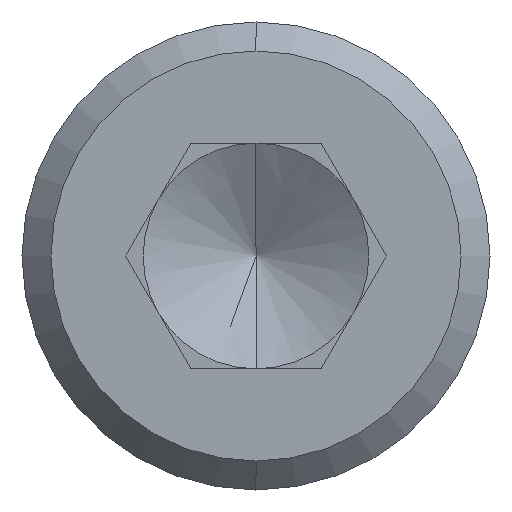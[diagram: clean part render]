
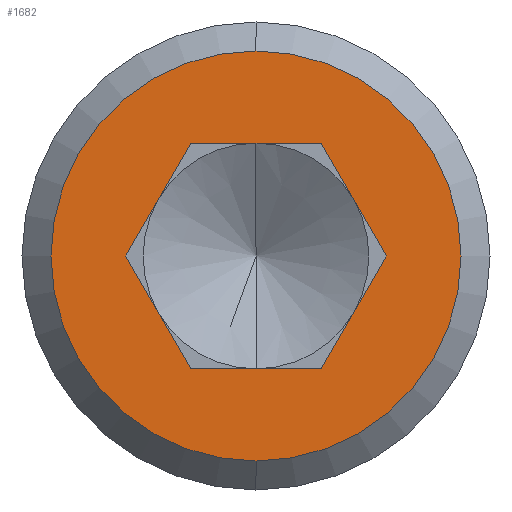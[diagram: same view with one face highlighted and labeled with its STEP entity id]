
A CAD part, left-side view. The second image highlights one B-rep face of the part: STEP entity #1682.
In plain terms, the highlighted planar face has unit normal (-1, 0, 0).
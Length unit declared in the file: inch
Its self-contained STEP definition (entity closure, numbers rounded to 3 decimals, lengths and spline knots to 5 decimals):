
#30 = CARTESIAN_POINT ( 'NONE',  ( 0., 0., 0.099 ) ) ;
#108 = ORIENTED_EDGE ( 'NONE', *, *, #6392, .F. ) ;
#374 = FACE_OUTER_BOUND ( 'NONE', #3159, .T. ) ;
#637 = CIRCLE ( 'NONE', #3263, 0.099 ) ;
#682 = LINE ( 'NONE', #1628, #5981 ) ;
#935 = CARTESIAN_POINT ( 'NONE',  ( 0., 0.06293, 0. ) ) ;
#956 = DIRECTION ( 'NONE',  ( 0., -0.5, 0.866 ) ) ;
#1064 = CARTESIAN_POINT ( 'NONE',  ( 0., 0., 0. ) ) ;
#1099 = CARTESIAN_POINT ( 'NONE',  ( 0., -0.03147, 0.0545 ) ) ;
#1391 = VERTEX_POINT ( 'NONE', #7056 ) ;
#1628 = CARTESIAN_POINT ( 'NONE',  ( 0., -0.03147, 0.0545 ) ) ;
#1665 = CARTESIAN_POINT ( 'NONE',  ( 0., -0.06293, 0. ) ) ;
#1682 = ADVANCED_FACE ( 'NONE', ( #3878, #374 ), #7074, .T. ) ;
#1704 = DIRECTION ( 'NONE',  ( 0., 0., 1. ) ) ;
#1706 = CARTESIAN_POINT ( 'NONE',  ( 0., 0., 0. ) ) ;
#1809 = CARTESIAN_POINT ( 'NONE',  ( 0., 0.06293, 0. ) ) ;
#1871 = VERTEX_POINT ( 'NONE', #7353 ) ;
#1963 = AXIS2_PLACEMENT_3D ( 'NONE', #1706, #6001, #2335 ) ;
#2018 = CARTESIAN_POINT ( 'NONE',  ( 0., 0., 0. ) ) ;
#2335 = DIRECTION ( 'NONE',  ( 0., 0., 1. ) ) ;
#2554 = CARTESIAN_POINT ( 'NONE',  ( 0., -0.06293, 0. ) ) ;
#2597 = LINE ( 'NONE', #3411, #7451 ) ;
#2897 = DIRECTION ( 'NONE',  ( -1., 0., 0. ) ) ;
#2919 = DIRECTION ( 'NONE',  ( 0., -0.5, -0.866 ) ) ;
#2966 = LINE ( 'NONE', #2554, #6137 ) ;
#3159 = EDGE_LOOP ( 'NONE', ( #4782, #7327 ) ) ;
#3172 = DIRECTION ( 'NONE',  ( 0., 0.5, -0.866 ) ) ;
#3223 = EDGE_LOOP ( 'NONE', ( #3910, #6424, #7702, #3507, #108, #5333 ) ) ;
#3263 = AXIS2_PLACEMENT_3D ( 'NONE', #1064, #5383, #1704 ) ;
#3411 = CARTESIAN_POINT ( 'NONE',  ( 0., 0.03147, -0.0545 ) ) ;
#3507 = ORIENTED_EDGE ( 'NONE', *, *, #6473, .T. ) ;
#3532 = LINE ( 'NONE', #3838, #4316 ) ;
#3536 = CARTESIAN_POINT ( 'NONE',  ( 0., 0.03147, 0.0545 ) ) ;
#3838 = CARTESIAN_POINT ( 'NONE',  ( 0., 0.06293, 0. ) ) ;
#3878 = FACE_BOUND ( 'NONE', #3223, .T. ) ;
#3892 = VERTEX_POINT ( 'NONE', #1665 ) ;
#3910 = ORIENTED_EDGE ( 'NONE', *, *, #6402, .T. ) ;
#3987 = VERTEX_POINT ( 'NONE', #3536 ) ;
#4008 = DIRECTION ( 'NONE',  ( 0., -1., 0. ) ) ;
#4012 = CARTESIAN_POINT ( 'NONE',  ( 0., 0.03147, -0.0545 ) ) ;
#4069 = LINE ( 'NONE', #1099, #5459 ) ;
#4111 = VECTOR ( 'NONE', #956, 39.37008 ) ;
#4316 = VECTOR ( 'NONE', #7585, 39.37008 ) ;
#4702 = AXIS2_PLACEMENT_3D ( 'NONE', #2018, #2897, #4777 ) ;
#4777 = DIRECTION ( 'NONE',  ( 0., 0., 1. ) ) ;
#4782 = ORIENTED_EDGE ( 'NONE', *, *, #6432, .T. ) ;
#5063 = VERTEX_POINT ( 'NONE', #6961 ) ;
#5333 = ORIENTED_EDGE ( 'NONE', *, *, #7129, .F. ) ;
#5383 = DIRECTION ( 'NONE',  ( -1., 0., 0. ) ) ;
#5459 = VECTOR ( 'NONE', #2919, 39.37008 ) ;
#5501 = EDGE_CURVE ( 'NONE', #5063, #3987, #682, .T. ) ;
#5571 = VERTEX_POINT ( 'NONE', #1809 ) ;
#5851 = LINE ( 'NONE', #935, #4111 ) ;
#5921 = CIRCLE ( 'NONE', #1963, 0.099 ) ;
#5959 = DIRECTION ( 'NONE',  ( 0., 1., 0. ) ) ;
#5981 = VECTOR ( 'NONE', #5959, 39.37008 ) ;
#6001 = DIRECTION ( 'NONE',  ( -1., 0., 0. ) ) ;
#6016 = VERTEX_POINT ( 'NONE', #4012 ) ;
#6137 = VECTOR ( 'NONE', #3172, 39.37008 ) ;
#6149 = EDGE_CURVE ( 'NONE', #5063, #3892, #4069, .T. ) ;
#6392 = EDGE_CURVE ( 'NONE', #6016, #1871, #2597, .T. ) ;
#6402 = EDGE_CURVE ( 'NONE', #5571, #3987, #5851, .T. ) ;
#6424 = ORIENTED_EDGE ( 'NONE', *, *, #5501, .F. ) ;
#6432 = EDGE_CURVE ( 'NONE', #1391, #7385, #637, .T. ) ;
#6473 = EDGE_CURVE ( 'NONE', #3892, #1871, #2966, .T. ) ;
#6961 = CARTESIAN_POINT ( 'NONE',  ( 0., -0.03147, 0.0545 ) ) ;
#7056 = CARTESIAN_POINT ( 'NONE',  ( 0., 0., -0.099 ) ) ;
#7074 = PLANE ( 'NONE',  #4702 ) ;
#7129 = EDGE_CURVE ( 'NONE', #5571, #6016, #3532, .T. ) ;
#7327 = ORIENTED_EDGE ( 'NONE', *, *, #7680, .T. ) ;
#7353 = CARTESIAN_POINT ( 'NONE',  ( 0., -0.03147, -0.0545 ) ) ;
#7385 = VERTEX_POINT ( 'NONE', #30 ) ;
#7451 = VECTOR ( 'NONE', #4008, 39.37008 ) ;
#7585 = DIRECTION ( 'NONE',  ( 0., -0.5, -0.866 ) ) ;
#7680 = EDGE_CURVE ( 'NONE', #7385, #1391, #5921, .T. ) ;
#7702 = ORIENTED_EDGE ( 'NONE', *, *, #6149, .T. ) ;
